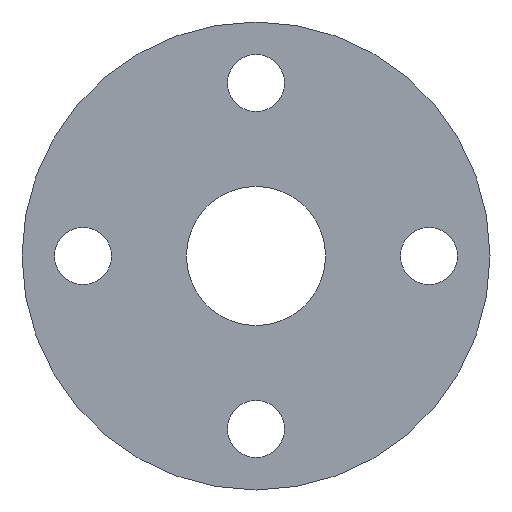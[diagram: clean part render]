
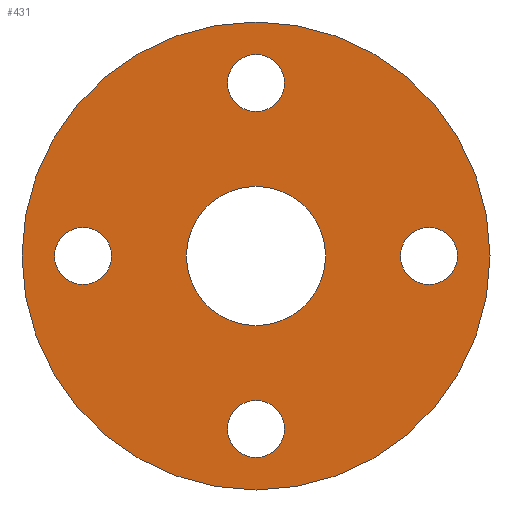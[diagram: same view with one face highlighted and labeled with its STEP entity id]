
A CAD part, front view. The second image highlights one B-rep face of the part: STEP entity #431.
In plain terms, the highlighted planar face has unit normal (0, -1, 0).
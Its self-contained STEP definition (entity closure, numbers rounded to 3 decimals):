
#1 = FACE_BOUND ( 'NONE', #531, .T. ) ;
#2 = VERTEX_POINT ( 'NONE', #314 ) ;
#16 = AXIS2_PLACEMENT_3D ( 'NONE', #572, #395, #216 ) ;
#36 = DIRECTION ( 'NONE',  ( 0., -1., 0. ) ) ;
#37 = VERTEX_POINT ( 'NONE', #334 ) ;
#42 = AXIS2_PLACEMENT_3D ( 'NONE', #466, #241, #57 ) ;
#43 = CIRCLE ( 'NONE', #16, 7. ) ;
#46 = VERTEX_POINT ( 'NONE', #102 ) ;
#53 = CIRCLE ( 'NONE', #223, 7. ) ;
#54 = DIRECTION ( 'NONE',  ( 0., 0., -1. ) ) ;
#56 = CARTESIAN_POINT ( 'NONE',  ( 0., 0., 0. ) ) ;
#57 = DIRECTION ( 'NONE',  ( -1., 0., 0. ) ) ;
#59 = ORIENTED_EDGE ( 'NONE', *, *, #517, .T. ) ;
#72 = EDGE_CURVE ( 'NONE', #89, #46, #133, .T. ) ;
#73 = CIRCLE ( 'NONE', #348, 7. ) ;
#80 = ORIENTED_EDGE ( 'NONE', *, *, #579, .F. ) ;
#85 = PLANE ( 'NONE',  #353 ) ;
#89 = VERTEX_POINT ( 'NONE', #106 ) ;
#95 = VERTEX_POINT ( 'NONE', #240 ) ;
#99 = CARTESIAN_POINT ( 'NONE',  ( 0., 0., 0. ) ) ;
#102 = CARTESIAN_POINT ( 'NONE',  ( 0., 0., -17.1 ) ) ;
#106 = CARTESIAN_POINT ( 'NONE',  ( 0., 0., 17.1 ) ) ;
#113 = EDGE_CURVE ( 'NONE', #95, #135, #300, .T. ) ;
#115 = DIRECTION ( 'NONE',  ( 0., 1., 0. ) ) ;
#133 = CIRCLE ( 'NONE', #468, 17.1 ) ;
#135 = VERTEX_POINT ( 'NONE', #430 ) ;
#138 = ORIENTED_EDGE ( 'NONE', *, *, #529, .F. ) ;
#142 = ORIENTED_EDGE ( 'NONE', *, *, #544, .F. ) ;
#143 = DIRECTION ( 'NONE',  ( 0., -1., 0. ) ) ;
#153 = EDGE_CURVE ( 'NONE', #2, #361, #571, .T. ) ;
#171 = CIRCLE ( 'NONE', #42, 7. ) ;
#174 = EDGE_CURVE ( 'NONE', #37, #212, #73, .T. ) ;
#175 = FACE_BOUND ( 'NONE', #506, .T. ) ;
#184 = CARTESIAN_POINT ( 'NONE',  ( 42.5, 0., 0. ) ) ;
#194 = DIRECTION ( 'NONE',  ( 0., -1., 0. ) ) ;
#206 = ORIENTED_EDGE ( 'NONE', *, *, #72, .T. ) ;
#212 = VERTEX_POINT ( 'NONE', #398 ) ;
#213 = AXIS2_PLACEMENT_3D ( 'NONE', #520, #143, #54 ) ;
#216 = DIRECTION ( 'NONE',  ( 0., 0., 1. ) ) ;
#218 = DIRECTION ( 'NONE',  ( 0., -1., 0. ) ) ;
#223 = AXIS2_PLACEMENT_3D ( 'NONE', #459, #218, #269 ) ;
#225 = CARTESIAN_POINT ( 'NONE',  ( -57.5, 0., 0. ) ) ;
#232 = EDGE_CURVE ( 'NONE', #537, #297, #43, .T. ) ;
#240 = CARTESIAN_POINT ( 'NONE',  ( 0., 0., -49.5 ) ) ;
#241 = DIRECTION ( 'NONE',  ( 0., -1., 0. ) ) ;
#250 = DIRECTION ( 'NONE',  ( -1., 0., 0. ) ) ;
#251 = ORIENTED_EDGE ( 'NONE', *, *, #174, .F. ) ;
#252 = AXIS2_PLACEMENT_3D ( 'NONE', #184, #194, #518 ) ;
#253 = DIRECTION ( 'NONE',  ( 0., -1., 0. ) ) ;
#269 = DIRECTION ( 'NONE',  ( 1., 0., 0. ) ) ;
#270 = ORIENTED_EDGE ( 'NONE', *, *, #472, .F. ) ;
#271 = CIRCLE ( 'NONE', #252, 7. ) ;
#275 = EDGE_LOOP ( 'NONE', ( #453, #142 ) ) ;
#278 = CARTESIAN_POINT ( 'NONE',  ( 0., 0., 35.5 ) ) ;
#280 = DIRECTION ( 'NONE',  ( 0., 1., 0. ) ) ;
#281 = AXIS2_PLACEMENT_3D ( 'NONE', #483, #115, #337 ) ;
#291 = CIRCLE ( 'NONE', #542, 57.5 ) ;
#295 = EDGE_LOOP ( 'NONE', ( #206, #59 ) ) ;
#296 = CARTESIAN_POINT ( 'NONE',  ( 0., 0., 42.5 ) ) ;
#297 = VERTEX_POINT ( 'NONE', #351 ) ;
#299 = DIRECTION ( 'NONE',  ( 0., -1., 0. ) ) ;
#300 = CIRCLE ( 'NONE', #547, 7. ) ;
#307 = AXIS2_PLACEMENT_3D ( 'NONE', #331, #564, #462 ) ;
#311 = FACE_BOUND ( 'NONE', #540, .T. ) ;
#314 = CARTESIAN_POINT ( 'NONE',  ( 0., 0., 57.5 ) ) ;
#315 = CIRCLE ( 'NONE', #213, 7. ) ;
#316 = AXIS2_PLACEMENT_3D ( 'NONE', #296, #253, #437 ) ;
#331 = CARTESIAN_POINT ( 'NONE',  ( 0., 0., 0. ) ) ;
#332 = CARTESIAN_POINT ( 'NONE',  ( 0., 0., -42.5 ) ) ;
#334 = CARTESIAN_POINT ( 'NONE',  ( -35.5, 0., 0. ) ) ;
#337 = DIRECTION ( 'NONE',  ( 0., 0., 1. ) ) ;
#348 = AXIS2_PLACEMENT_3D ( 'NONE', #527, #299, #250 ) ;
#351 = CARTESIAN_POINT ( 'NONE',  ( 0., 0., 49.5 ) ) ;
#353 = AXIS2_PLACEMENT_3D ( 'NONE', #225, #36, #450 ) ;
#361 = VERTEX_POINT ( 'NONE', #530 ) ;
#364 = ORIENTED_EDGE ( 'NONE', *, *, #365, .F. ) ;
#365 = EDGE_CURVE ( 'NONE', #297, #537, #583, .T. ) ;
#371 = DIRECTION ( 'NONE',  ( 0., 1., 0. ) ) ;
#375 = CARTESIAN_POINT ( 'NONE',  ( 49.5, 0., 0. ) ) ;
#395 = DIRECTION ( 'NONE',  ( 0., -1., 0. ) ) ;
#398 = CARTESIAN_POINT ( 'NONE',  ( -49.5, 0., 0. ) ) ;
#430 = CARTESIAN_POINT ( 'NONE',  ( 0., 0., -35.5 ) ) ;
#431 = ADVANCED_FACE ( 'NONE', ( #175, #1, #311, #553, #555, #448 ), #85, .T. ) ;
#437 = DIRECTION ( 'NONE',  ( 0., 0., 1. ) ) ;
#448 = FACE_OUTER_BOUND ( 'NONE', #494, .T. ) ;
#450 = DIRECTION ( 'NONE',  ( 0., 0., -1. ) ) ;
#453 = ORIENTED_EDGE ( 'NONE', *, *, #113, .F. ) ;
#459 = CARTESIAN_POINT ( 'NONE',  ( 42.5, 0., 0. ) ) ;
#460 = VERTEX_POINT ( 'NONE', #499 ) ;
#462 = DIRECTION ( 'NONE',  ( 0., 0., 1. ) ) ;
#466 = CARTESIAN_POINT ( 'NONE',  ( -42.5, 0., 0. ) ) ;
#467 = DIRECTION ( 'NONE',  ( 0., 0., 1. ) ) ;
#468 = AXIS2_PLACEMENT_3D ( 'NONE', #56, #280, #467 ) ;
#470 = ORIENTED_EDGE ( 'NONE', *, *, #509, .F. ) ;
#472 = EDGE_CURVE ( 'NONE', #573, #460, #53, .T. ) ;
#483 = CARTESIAN_POINT ( 'NONE',  ( 0., 0., 0. ) ) ;
#494 = EDGE_LOOP ( 'NONE', ( #587, #138 ) ) ;
#499 = CARTESIAN_POINT ( 'NONE',  ( 35.5, 0., 0. ) ) ;
#500 = ORIENTED_EDGE ( 'NONE', *, *, #232, .F. ) ;
#506 = EDGE_LOOP ( 'NONE', ( #470, #251 ) ) ;
#509 = EDGE_CURVE ( 'NONE', #212, #37, #171, .T. ) ;
#512 = CIRCLE ( 'NONE', #307, 17.1 ) ;
#513 = DIRECTION ( 'NONE',  ( 0., 0., 1. ) ) ;
#517 = EDGE_CURVE ( 'NONE', #46, #89, #512, .T. ) ;
#518 = DIRECTION ( 'NONE',  ( 1., 0., 0. ) ) ;
#520 = CARTESIAN_POINT ( 'NONE',  ( 0., 0., -42.5 ) ) ;
#521 = DIRECTION ( 'NONE',  ( 0., 0., -1. ) ) ;
#526 = DIRECTION ( 'NONE',  ( 0., -1., 0. ) ) ;
#527 = CARTESIAN_POINT ( 'NONE',  ( -42.5, 0., 0. ) ) ;
#529 = EDGE_CURVE ( 'NONE', #361, #2, #291, .T. ) ;
#530 = CARTESIAN_POINT ( 'NONE',  ( 0., 0., -57.5 ) ) ;
#531 = EDGE_LOOP ( 'NONE', ( #364, #500 ) ) ;
#537 = VERTEX_POINT ( 'NONE', #278 ) ;
#540 = EDGE_LOOP ( 'NONE', ( #270, #80 ) ) ;
#542 = AXIS2_PLACEMENT_3D ( 'NONE', #99, #371, #513 ) ;
#544 = EDGE_CURVE ( 'NONE', #135, #95, #315, .T. ) ;
#547 = AXIS2_PLACEMENT_3D ( 'NONE', #332, #526, #521 ) ;
#553 = FACE_BOUND ( 'NONE', #275, .T. ) ;
#555 = FACE_BOUND ( 'NONE', #295, .T. ) ;
#564 = DIRECTION ( 'NONE',  ( 0., 1., 0. ) ) ;
#571 = CIRCLE ( 'NONE', #281, 57.5 ) ;
#572 = CARTESIAN_POINT ( 'NONE',  ( 0., 0., 42.5 ) ) ;
#573 = VERTEX_POINT ( 'NONE', #375 ) ;
#579 = EDGE_CURVE ( 'NONE', #460, #573, #271, .T. ) ;
#583 = CIRCLE ( 'NONE', #316, 7. ) ;
#587 = ORIENTED_EDGE ( 'NONE', *, *, #153, .F. ) ;
